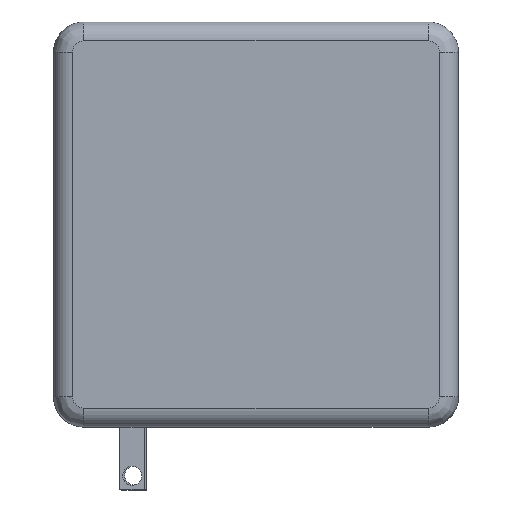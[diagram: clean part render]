
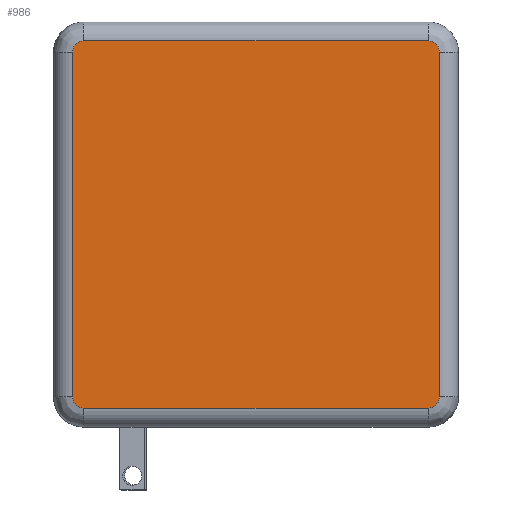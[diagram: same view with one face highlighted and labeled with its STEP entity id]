
A CAD part, top view. The second image highlights one B-rep face of the part: STEP entity #986.
In plain terms, the highlighted planar face has unit normal (0, 0, 1).
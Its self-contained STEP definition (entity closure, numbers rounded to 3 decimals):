
#92=FACE_OUTER_BOUND('',#148,.T.);
#148=EDGE_LOOP('',(#840,#841,#842,#843,#844,#845,#846,#847));
#227=LINE('',#1632,#321);
#229=LINE('',#1652,#323);
#231=LINE('',#1670,#325);
#232=LINE('',#1684,#326);
#321=VECTOR('',#1287,10.);
#323=VECTOR('',#1299,10.);
#325=VECTOR('',#1311,10.);
#326=VECTOR('',#1318,10.);
#384=CIRCLE('',#1072,3.);
#387=CIRCLE('',#1076,3.);
#391=CIRCLE('',#1081,3.);
#395=CIRCLE('',#1086,3.);
#458=VERTEX_POINT('',#1623);
#459=VERTEX_POINT('',#1625);
#461=VERTEX_POINT('',#1630);
#463=VERTEX_POINT('',#1644);
#465=VERTEX_POINT('',#1650);
#466=VERTEX_POINT('',#1663);
#467=VERTEX_POINT('',#1668);
#468=VERTEX_POINT('',#1680);
#579=EDGE_CURVE('',#459,#458,#384,.T.);
#581=EDGE_CURVE('',#461,#459,#227,.T.);
#584=EDGE_CURVE('',#463,#461,#387,.T.);
#587=EDGE_CURVE('',#465,#463,#229,.T.);
#590=EDGE_CURVE('',#466,#465,#391,.T.);
#593=EDGE_CURVE('',#467,#466,#231,.T.);
#595=EDGE_CURVE('',#468,#467,#395,.T.);
#596=EDGE_CURVE('',#458,#468,#232,.T.);
#840=ORIENTED_EDGE('',*,*,#579,.F.);
#841=ORIENTED_EDGE('',*,*,#581,.F.);
#842=ORIENTED_EDGE('',*,*,#584,.F.);
#843=ORIENTED_EDGE('',*,*,#587,.F.);
#844=ORIENTED_EDGE('',*,*,#590,.F.);
#845=ORIENTED_EDGE('',*,*,#593,.F.);
#846=ORIENTED_EDGE('',*,*,#595,.F.);
#847=ORIENTED_EDGE('',*,*,#596,.F.);
#933=PLANE('',#1091);
#986=ADVANCED_FACE('',(#92),#933,.T.);
#1072=AXIS2_PLACEMENT_3D('',#1627,#1281,#1282);
#1076=AXIS2_PLACEMENT_3D('',#1646,#1291,#1292);
#1081=AXIS2_PLACEMENT_3D('',#1665,#1303,#1304);
#1086=AXIS2_PLACEMENT_3D('',#1682,#1314,#1315);
#1091=AXIS2_PLACEMENT_3D('',#1691,#1328,#1329);
#1281=DIRECTION('center_axis',(0.,0.,-1.));
#1282=DIRECTION('ref_axis',(0.707,-0.707,0.));
#1287=DIRECTION('',(0.,-1.,0.));
#1291=DIRECTION('center_axis',(0.,0.,-1.));
#1292=DIRECTION('ref_axis',(0.707,0.707,0.));
#1299=DIRECTION('',(1.,0.,0.));
#1303=DIRECTION('center_axis',(0.,0.,-1.));
#1304=DIRECTION('ref_axis',(-0.707,0.707,0.));
#1311=DIRECTION('',(0.,1.,0.));
#1314=DIRECTION('center_axis',(0.,0.,-1.));
#1315=DIRECTION('ref_axis',(-0.707,-0.707,0.));
#1318=DIRECTION('',(-1.,0.,0.));
#1328=DIRECTION('center_axis',(0.,0.,1.));
#1329=DIRECTION('ref_axis',(1.,0.,0.));
#1623=CARTESIAN_POINT('',(98.934,5.,32.512));
#1625=CARTESIAN_POINT('',(101.934,8.,32.512));
#1627=CARTESIAN_POINT('Origin',(98.934,8.,32.512));
#1630=CARTESIAN_POINT('',(101.934,98.934,32.512));
#1632=CARTESIAN_POINT('',(101.934,30.734,32.512));
#1644=CARTESIAN_POINT('',(98.934,101.934,32.512));
#1646=CARTESIAN_POINT('Origin',(98.934,98.934,32.512));
#1650=CARTESIAN_POINT('',(8.,101.934,32.512));
#1652=CARTESIAN_POINT('',(76.201,101.934,32.512));
#1663=CARTESIAN_POINT('',(5.,98.934,32.512));
#1665=CARTESIAN_POINT('Origin',(8.,98.934,32.512));
#1668=CARTESIAN_POINT('',(5.,8.,32.512));
#1670=CARTESIAN_POINT('',(5.,76.201,32.512));
#1680=CARTESIAN_POINT('',(8.,5.,32.512));
#1682=CARTESIAN_POINT('Origin',(8.,8.,32.512));
#1684=CARTESIAN_POINT('',(30.734,5.,32.512));
#1691=CARTESIAN_POINT('Origin',(53.467,53.467,32.512));
